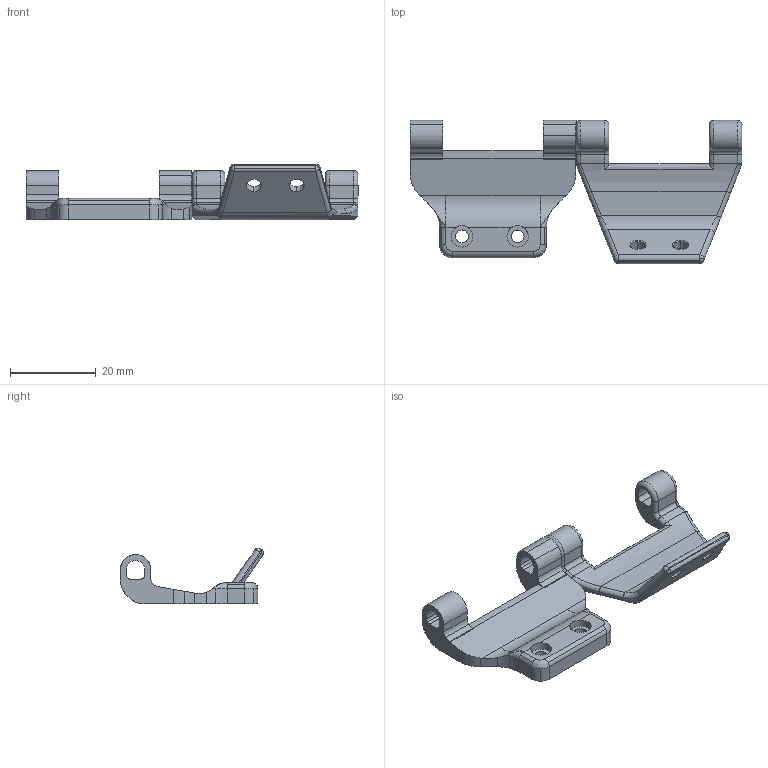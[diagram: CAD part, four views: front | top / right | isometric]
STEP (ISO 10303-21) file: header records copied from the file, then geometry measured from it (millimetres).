
FILE_DESCRIPTION (( 'STEP AP214' ), '1' );
FILE_NAME ('v0 920 mount.STEP', '2021-03-22T17:45:20', ( '' ), ( '' ), 'SwSTEP 2.0', 'SolidWorks 2020', '' );
FILE_SCHEMA (( 'AUTOMOTIVE_DESIGN' ));
Length unit declared in the file: millimetre
Products named in the file (1): v0 920 mount
Bounding box: 77.6 x 33.46 x 13.04 mm (x, y, z)
Volume: 6515.7 mm3; surface area: 5662.5 mm2
Topology: 2 solids, 2 shells, 218 faces, 564 edges, 348 vertices
Faces by surface type: cylinder 106, plane 68, torus 26, bspline 9, sphere 5, cone 4
Entity records: 7159 total; most frequent: CARTESIAN_POINT 1764, DIRECTION 1157, ORIENTED_EDGE 1124, EDGE_CURVE 562, AXIS2_PLACEMENT_3D 441, VERTEX_POINT 348, LINE 275, VECTOR 275
